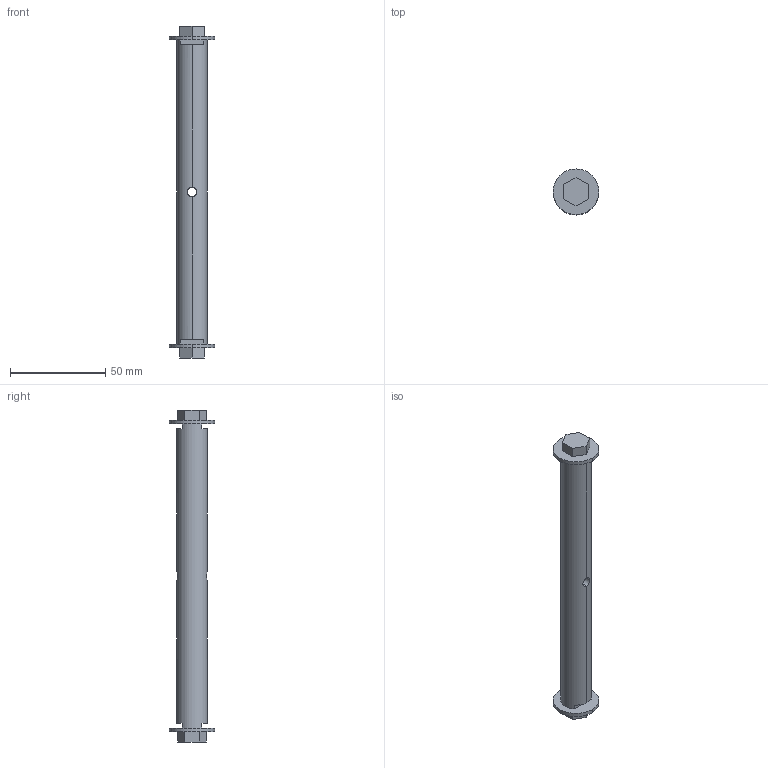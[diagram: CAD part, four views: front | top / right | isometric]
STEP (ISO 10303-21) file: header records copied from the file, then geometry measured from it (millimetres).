
FILE_DESCRIPTION(('STEP AP214'),'1');
FILE_NAME('cctmp_EE6D29B4-8AB1-42A3-BED9-A2354CE7C266_2024_03_29_11_00_46_0121_16932..stp','2024-03-29T10:00:46',('Bosch Rexroth AG'),('CADClick - www.CADClick.com'),'Spatial InterOp 3D',' ','unknown authorization - (Healing Option Enabled)');
FILE_SCHEMA(('AUTOMOTIVE_DESIGN'));
Length unit declared in the file: millimetre
Products named in the file (1): 2024_03_29_11_00_46_0106
Bounding box: 24 x 24 x 174.6 mm (x, y, z)
Volume: 34959.6 mm3; surface area: 10624.5 mm2
Topology: 1 solids, 1 shells, 34 faces, 88 edges, 58 vertices
Faces by surface type: plane 26, cylinder 8
Entity records: 1458 total; most frequent: CARTESIAN_POINT 315, ORIENTED_EDGE 176, DIRECTION 172, EDGE_CURVE 88, LINE 62, VECTOR 62, VERTEX_POINT 58, AXIS2_PLACEMENT_3D 55
